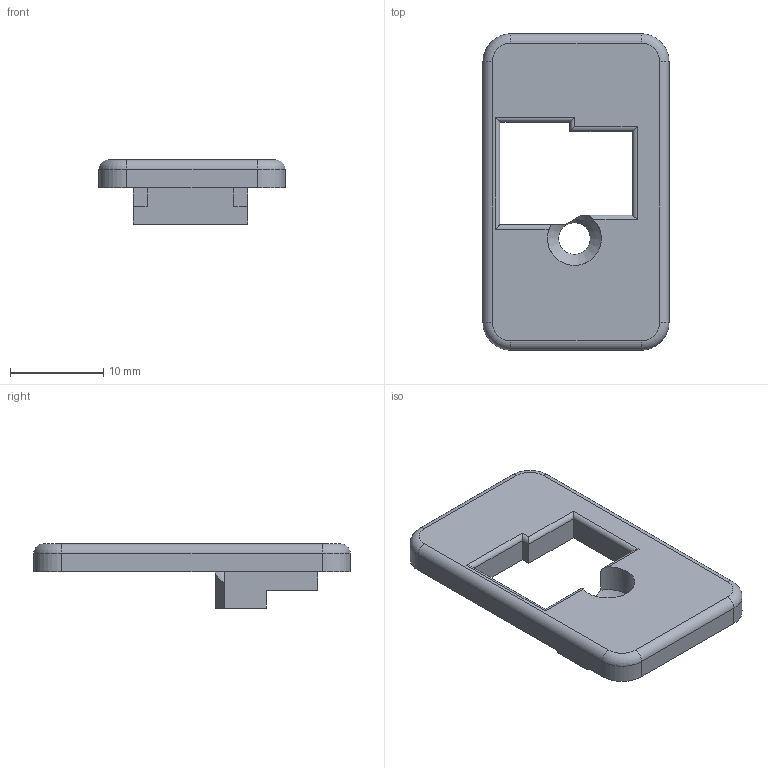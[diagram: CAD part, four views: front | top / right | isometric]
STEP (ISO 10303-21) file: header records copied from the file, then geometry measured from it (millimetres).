
FILE_DESCRIPTION(/* description */ (''),/* implementation_level */ '2;1');
FILE_NAME(/* name */ 'y_hall_sensor_mount_lid.step',/* time_stamp */ '2021-01-31T11:38:23+10:00',/* author */ (''),/* organization */ (''),/* preprocessor_version */ 'ST-DEVELOPER v18.1',/* originating_system */ 'Autodesk Translation Framework v9.7.1.1290',/* authorisation */ '');
FILE_SCHEMA (('AUTOMOTIVE_DESIGN { 1 0 10303 214 3 1 1 }'));
Length unit declared in the file: millimetre
Products named in the file (1): Eddies V1.8 Master Model
Bounding box: 20 x 34 x 6.9 mm (x, y, z)
Volume: 1720.2 mm3; surface area: 1683.3 mm2
Topology: 1 solids, 1 shells, 47 faces, 123 edges, 77 vertices
Faces by surface type: plane 25, cylinder 17, torus 4, cone 1
Full cylindrical faces by diameter (mm): 3.4 x1
Entity records: 1596 total; most frequent: CARTESIAN_POINT 276, ORIENTED_EDGE 246, DIRECTION 244, EDGE_CURVE 123, LINE 86, VECTOR 86, AXIS2_PLACEMENT_3D 79, VERTEX_POINT 77
